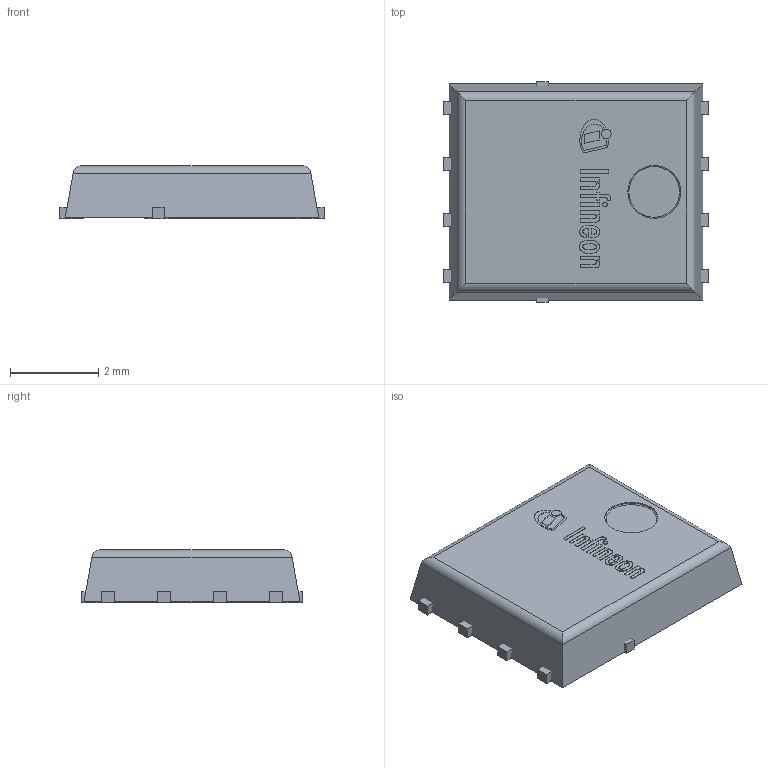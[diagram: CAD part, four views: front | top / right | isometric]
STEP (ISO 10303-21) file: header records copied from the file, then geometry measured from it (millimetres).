
FILE_DESCRIPTION(/* description */ (''),/* implementation_level */ '2;1');
FILE_NAME(/* name */ 'PG-TDSON-8-51_Z8B00189662_V02_3D.stp',/* time_stamp */ '2021-07-27T22:12:22+06:00',/* author */ ('janartha'),/* organization */ (''),/* preprocessor_version */ 'ST-DEVELOPER v16.13',/* originating_system */ 'AutoCAD Mechanical',/* authorisation */ '');
FILE_SCHEMA (('AUTOMOTIVE_DESIGN { 1 0 10303 214 3 1 1 }'));
Length unit declared in the file: millimetre
Products named in the file (1): Product
Bounding box: 6 x 5 x 1.21 mm (x, y, z)
Volume: 34.6 mm3; surface area: 117 mm2
Topology: 18 solids, 18 shells, 232 faces, 580 edges, 385 vertices
Faces by surface type: plane 204, bspline 18, cylinder 9, torus 1
Full cylindrical faces by diameter (mm): 0.107 x1, 0.219 x1, 1.2 x1
Entity records: 6979 total; most frequent: CARTESIAN_POINT 1564, ORIENTED_EDGE 1152, DIRECTION 985, EDGE_CURVE 576, LINE 525, VECTOR 525, VERTEX_POINT 385, EDGE_LOOP 241
